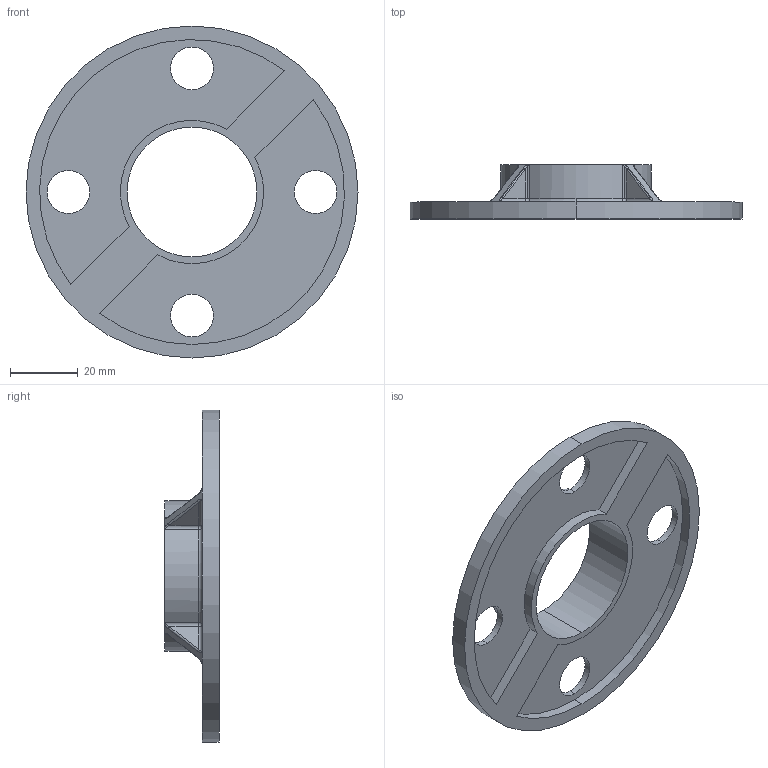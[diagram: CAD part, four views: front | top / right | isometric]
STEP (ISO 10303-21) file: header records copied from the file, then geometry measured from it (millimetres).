
FILE_DESCRIPTION (( 'STEP AP214' ), '1' );
FILE_NAME ('àðò. KRT531.STEP', '2014-06-05T08:23:05', ( '' ), ( '' ), 'SwSTEP 2.0', 'SolidWorks 2014', '' );
FILE_SCHEMA (( 'AUTOMOTIVE_DESIGN' ));
Length unit declared in the file: millimetre
Products named in the file (1): àðò. KRT531
Bounding box: 98 x 16 x 98 mm (x, y, z)
Volume: 23079.6 mm3; surface area: 18782.2 mm2
Topology: 1 solids, 1 shells, 101 faces, 256 edges, 152 vertices
Faces by surface type: cylinder 51, plane 21, bspline 16, sphere 8, torus 5
Entity records: 3511 total; most frequent: CARTESIAN_POINT 1212, ORIENTED_EDGE 496, DIRECTION 461, EDGE_CURVE 248, AXIS2_PLACEMENT_3D 185, VERTEX_POINT 152, EDGE_LOOP 114, FACE_OUTER_BOUND 101
